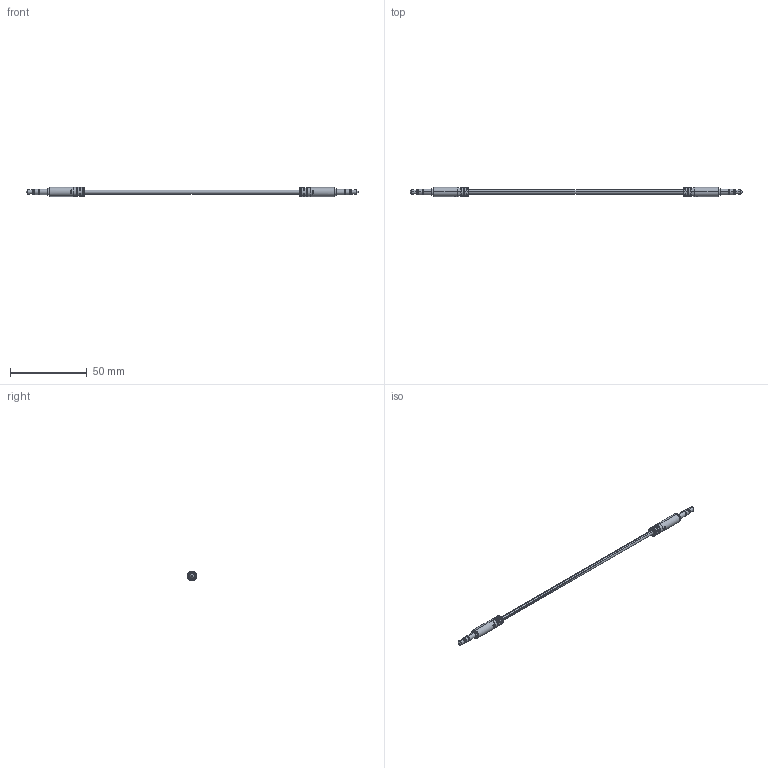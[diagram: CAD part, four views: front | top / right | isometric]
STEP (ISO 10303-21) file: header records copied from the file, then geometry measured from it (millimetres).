
FILE_DESCRIPTION (( 'STEP AP203' ), '1' );
FILE_NAME ('10-02047.STEP', '2016-09-20T19:24:56', ( '' ), ( '' ), 'SwSTEP 2.0', 'SolidWorks 2015', '' );
FILE_SCHEMA (( 'CONFIG_CONTROL_DESIGN' ));
Length unit declared in the file: millimetre
Products named in the file (4): 24-00028; 50-00502; 10-02047; 30-00653_blunt cut
Assembly tree (5 placements, depth 2):
  10-02047
    30-00653_blunt cut
    24-00028  x2
    50-00502  x2
Bounding box: 215.6 x 6 x 6.11 mm (x, y, z)
Volume: 2277.8 mm3; surface area: 13218.3 mm2
Topology: 149 solids, 149 shells, 1184 faces, 2540 edges, 1684 vertices
Faces by surface type: cylinder 646, plane 510, cone 20, bspline 8
Entity records: 28966 total; most frequent: DIRECTION 5397, CARTESIAN_POINT 5152, ORIENTED_EDGE 4274, AXIS2_PLACEMENT_3D 2320, EDGE_CURVE 2137, VERTEX_POINT 1420, EDGE_LOOP 1329, CIRCLE 1290
